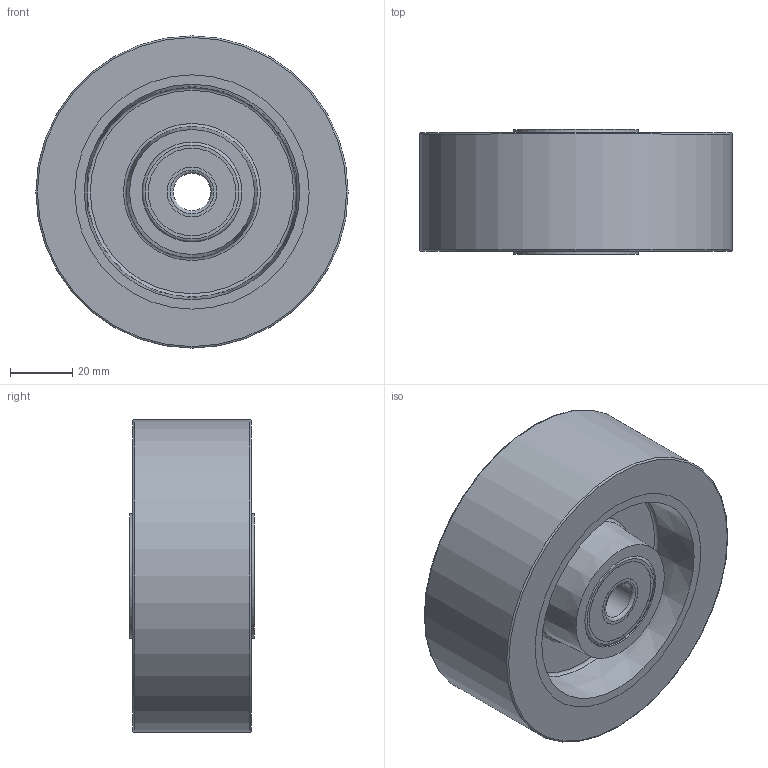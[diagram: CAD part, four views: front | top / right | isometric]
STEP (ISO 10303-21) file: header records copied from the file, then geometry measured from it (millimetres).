
FILE_DESCRIPTION( ( 'Unknown' ), '1' );
FILE_NAME( 'Model 3D MPA-100-38-40-K12.stp', 'Unknown', ( 'Unknown' ), ( 'Unknown' ), 'PSStep 15.0.49', 'Unknown', ' ' );
FILE_SCHEMA( ( 'AUTOMOTIVE_DESIGN { 1 0 10303 214 1 1 1 1 }' ) );
Length unit declared in the file: millimetre
Products named in the file (4): Assem1; oponka MPA-100-38 na felge 75 38; felga aluminium 75 38 40 KS 32 x 10; 6201
Assembly tree (4 placements, depth 2):
  Assem1
    oponka MPA-100-38 na felge 75 38
    felga aluminium 75 38 40 KS 32 x 10
    6201  x2
Bounding box: 100 x 40 x 100 mm (x, y, z)
Volume: 212441.8 mm3; surface area: 63572.9 mm2
Topology: 4 solids, 4 shells, 58 faces, 95 edges, 59 vertices
Faces by surface type: plane 22, cylinder 18, torus 14, cone 4
Full cylindrical faces by diameter (mm): 12 x2, 16 x4, 28 x5, 32 x4, 75 x2, 100 x1
Entity records: 1270 total; most frequent: DIRECTION 178, CARTESIAN_POINT 131, AXIS2_PLACEMENT_3D 89, EDGE_LOOP 84, ORIENTED_EDGE 84, FACE_OUTER_BOUND 64, STYLED_ITEM 42, PRESENTATION_STYLE_ASSIGNMENT 42
